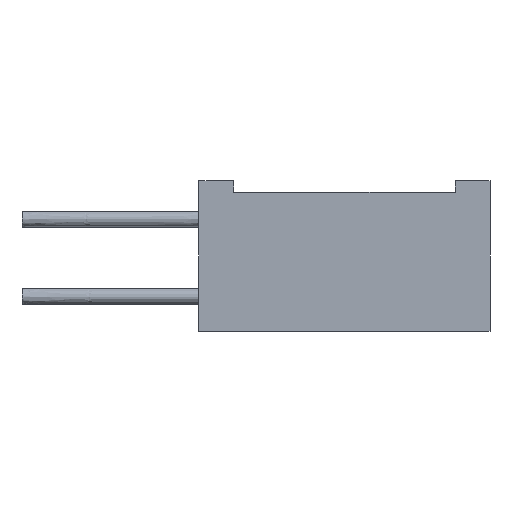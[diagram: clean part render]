
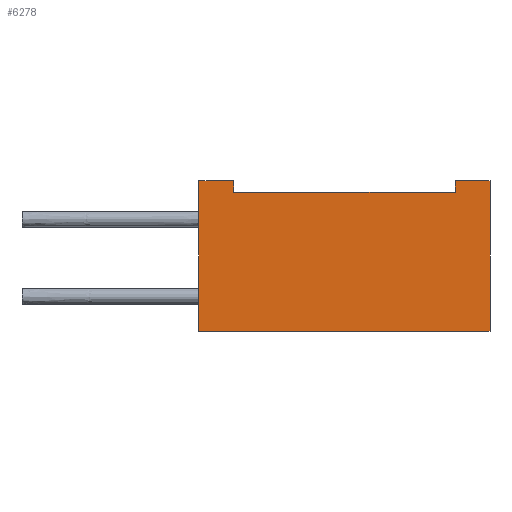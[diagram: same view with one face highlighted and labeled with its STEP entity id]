
A CAD part, front view. The second image highlights one B-rep face of the part: STEP entity #6278.
In plain terms, the highlighted free-form (B-spline) face has degree [1, 1] with [2, 2] control points.
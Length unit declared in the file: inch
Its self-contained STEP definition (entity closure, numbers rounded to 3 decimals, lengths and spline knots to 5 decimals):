
#942=DIRECTION('',(-1.,0.,0.));
#943=VECTOR('',#942,0.377);
#944=CARTESIAN_POINT('',(0.21,0.1885,0.));
#945=LINE('',#944,#943);
#2549=DIRECTION('',(-1.,0.,0.));
#2550=VECTOR('',#2549,0.045);
#2551=CARTESIAN_POINT('',(-0.122,0.1885,0.195));
#2552=LINE('',#2551,#2550);
#2626=DIRECTION('',(-1.,0.,0.));
#2627=VECTOR('',#2626,0.045);
#2628=CARTESIAN_POINT('',(0.21,0.1885,0.195));
#2629=LINE('',#2628,#2627);
#2689=DIRECTION('',(0.,0.,1.));
#2690=VECTOR('',#2689,0.195);
#2691=CARTESIAN_POINT('',(-0.167,0.1885,0.));
#2692=LINE('',#2691,#2690);
#2808=DIRECTION('',(1.,0.,0.));
#2809=VECTOR('',#2808,0.287);
#2810=CARTESIAN_POINT('',(-0.122,0.1885,0.18));
#2811=LINE('',#2810,#2809);
#2815=DIRECTION('',(0.,0.,-1.));
#2816=VECTOR('',#2815,0.015);
#2817=CARTESIAN_POINT('',(-0.122,0.1885,0.195));
#2818=LINE('',#2817,#2816);
#2822=DIRECTION('',(0.,0.,1.));
#2823=VECTOR('',#2822,0.195);
#2824=CARTESIAN_POINT('',(0.21,0.1885,0.));
#2825=LINE('',#2824,#2823);
#2829=DIRECTION('',(0.,0.,-1.));
#2830=VECTOR('',#2829,0.015);
#2831=CARTESIAN_POINT('',(0.165,0.1885,0.195));
#2832=LINE('',#2831,#2830);
#2840=CARTESIAN_POINT('',(0.21,0.1885,0.));
#2841=CARTESIAN_POINT('',(-0.167,0.1885,0.));
#2842=VERTEX_POINT('',#2840);
#2843=VERTEX_POINT('',#2841);
#2848=CARTESIAN_POINT('',(0.21,0.1885,0.195));
#2849=VERTEX_POINT('',#2848);
#2850=CARTESIAN_POINT('',(-0.167,0.1885,0.195));
#2851=VERTEX_POINT('',#2850);
#2864=CARTESIAN_POINT('',(-0.122,0.1885,0.195));
#2866=VERTEX_POINT('',#2864);
#2888=CARTESIAN_POINT('',(0.165,0.1885,0.195));
#2890=VERTEX_POINT('',#2888);
#2896=CARTESIAN_POINT('',(-0.122,0.1885,0.18));
#2897=CARTESIAN_POINT('',(0.165,0.1885,0.18));
#2898=VERTEX_POINT('',#2896);
#2899=VERTEX_POINT('',#2897);
#6263=CARTESIAN_POINT('',(0.21754,0.1885,-0.0039));
#6264=CARTESIAN_POINT('',(0.21754,0.1885,0.1989));
#6265=CARTESIAN_POINT('',(-0.17454,0.1885,-0.0039));
#6266=CARTESIAN_POINT('',(-0.17454,0.1885,0.1989));
#6267=B_SPLINE_SURFACE_WITH_KNOTS('',1,1,((#6263,#6264),(#6265,#6266)),
.UNSPECIFIED.,.F.,.F.,.F.,(2,2),(2,2),(-0.00754,0.38454),(-0.0039,0.1989),
.UNSPECIFIED.);
#6268=ORIENTED_EDGE('',*,*,#3513,.F.);
#6269=ORIENTED_EDGE('',*,*,#6077,.F.);
#6270=ORIENTED_EDGE('',*,*,#6013,.T.);
#6271=ORIENTED_EDGE('',*,*,#6133,.F.);
#6272=ORIENTED_EDGE('',*,*,#4111,.F.);
#6273=ORIENTED_EDGE('',*,*,#6245,.T.);
#6274=ORIENTED_EDGE('',*,*,#6061,.T.);
#6275=ORIENTED_EDGE('',*,*,#5993,.T.);
#6276=EDGE_LOOP('',(#6268,#6269,#6270,#6271,#6272,#6273,#6274,#6275));
#6277=FACE_OUTER_BOUND('',#6276,.F.);
#6278=ADVANCED_FACE('',(#6277),#6267,.T.);
#3513=EDGE_CURVE('',#2898,#2899,#2811,.T.);
#4111=EDGE_CURVE('',#2842,#2843,#945,.T.);
#5993=EDGE_CURVE('',#2890,#2899,#2832,.T.);
#6013=EDGE_CURVE('',#2866,#2851,#2552,.T.);
#6061=EDGE_CURVE('',#2849,#2890,#2629,.T.);
#6077=EDGE_CURVE('',#2866,#2898,#2818,.T.);
#6133=EDGE_CURVE('',#2843,#2851,#2692,.T.);
#6245=EDGE_CURVE('',#2842,#2849,#2825,.T.);
